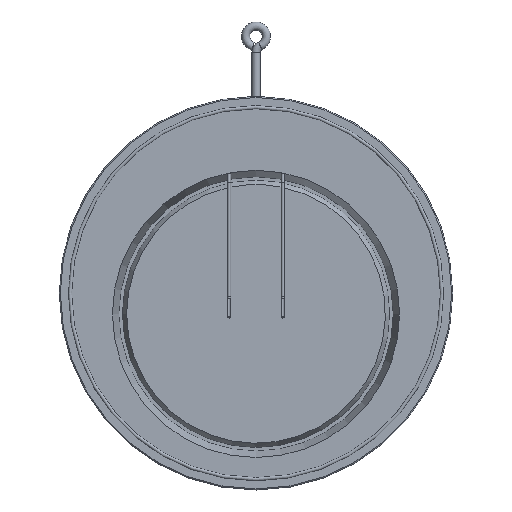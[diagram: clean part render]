
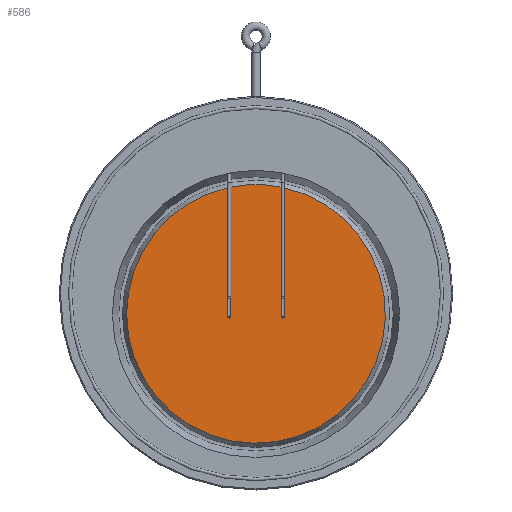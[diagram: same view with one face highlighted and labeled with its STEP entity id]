
A CAD part, top view. The second image highlights one B-rep face of the part: STEP entity #586.
In plain terms, the highlighted planar face has unit normal (0, 0, 1).
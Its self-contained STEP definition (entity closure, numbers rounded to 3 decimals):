
#13 = CARTESIAN_POINT ( 'NONE',  ( -27.833, -22.117, -1.505 ) ) ;
#14 = DIRECTION ( 'NONE',  ( -1., 0., 0. ) ) ;
#16 = DIRECTION ( 'NONE',  ( 0., 0., -1. ) ) ;
#28 = CARTESIAN_POINT ( 'NONE',  ( 0., -19.95, -1.505 ) ) ;
#85 = DIRECTION ( 'NONE',  ( 0., 0., -1. ) ) ;
#88 = DIRECTION ( 'NONE',  ( -1., 0., 0. ) ) ;
#94 = CARTESIAN_POINT ( 'NONE',  ( 0., -19.95, -1.505 ) ) ;
#99 = LINE ( 'NONE', #929, #1198 ) ;
#106 = AXIS2_PLACEMENT_3D ( 'NONE', #676, #673, #677 ) ;
#108 = DIRECTION ( 'NONE',  ( 0., -1., 0. ) ) ;
#112 = LINE ( 'NONE', #764, #557 ) ;
#175 = ORIENTED_EDGE ( 'NONE', *, *, #981, .F. ) ;
#188 = VERTEX_POINT ( 'NONE', #1149 ) ;
#189 = VERTEX_POINT ( 'NONE', #396 ) ;
#205 = EDGE_LOOP ( 'NONE', ( #175, #1070, #1013, #1342, #457, #574, #1292, #560 ) ) ;
#207 = CARTESIAN_POINT ( 'NONE',  ( -24.167, -23.95, -1.505 ) ) ;
#223 = DIRECTION ( 'NONE',  ( 0., 1., 0. ) ) ;
#272 = VERTEX_POINT ( 'NONE', #845 ) ;
#308 = CIRCLE ( 'NONE', #106, 1.833 ) ;
#327 = VECTOR ( 'NONE', #108, 1000. ) ;
#335 = EDGE_CURVE ( 'NONE', #540, #272, #814, .T. ) ;
#347 = FACE_OUTER_BOUND ( 'NONE', #205, .T. ) ;
#396 = CARTESIAN_POINT ( 'NONE',  ( -24.167, -22.117, -1.505 ) ) ;
#436 = EDGE_CURVE ( 'NONE', #188, #487, #308, .T. ) ;
#447 = EDGE_CURVE ( 'NONE', #497, #1085, #481, .T. ) ;
#457 = ORIENTED_EDGE ( 'NONE', *, *, #1362, .F. ) ;
#481 = LINE ( 'NONE', #674, #327 ) ;
#487 = VERTEX_POINT ( 'NONE', #1352 ) ;
#497 = VERTEX_POINT ( 'NONE', #1141 ) ;
#530 = DIRECTION ( 'NONE',  ( 1., 0., 0. ) ) ;
#534 = DIRECTION ( 'NONE',  ( 0., 0., -1. ) ) ;
#540 = VERTEX_POINT ( 'NONE', #1218 ) ;
#541 = CARTESIAN_POINT ( 'NONE',  ( -26., -22.117, -1.505 ) ) ;
#557 = VECTOR ( 'NONE', #223, 1000. ) ;
#560 = ORIENTED_EDGE ( 'NONE', *, *, #335, .F. ) ;
#574 = ORIENTED_EDGE ( 'NONE', *, *, #436, .T. ) ;
#586 = ADVANCED_FACE ( 'NONE', ( #347 ), #726, .T. ) ;
#664 = EDGE_CURVE ( 'NONE', #189, #1085, #792, .T. ) ;
#673 = DIRECTION ( 'NONE',  ( 0., 0., -1. ) ) ;
#674 = CARTESIAN_POINT ( 'NONE',  ( -27.833, -23.95, -1.505 ) ) ;
#676 = CARTESIAN_POINT ( 'NONE',  ( 26., -22.117, -1.505 ) ) ;
#677 = DIRECTION ( 'NONE',  ( 1., 0., 0. ) ) ;
#688 = AXIS2_PLACEMENT_3D ( 'NONE', #541, #534, #530 ) ;
#708 = VERTEX_POINT ( 'NONE', #1226 ) ;
#711 = AXIS2_PLACEMENT_3D ( 'NONE', #94, #85, #88 ) ;
#726 = PLANE ( 'NONE',  #811 ) ;
#732 = DIRECTION ( 'NONE',  ( 1., 0., 0. ) ) ;
#738 = DIRECTION ( 'NONE',  ( 0., 0., 1. ) ) ;
#764 = CARTESIAN_POINT ( 'NONE',  ( 27.833, -23.95, -1.505 ) ) ;
#792 = CIRCLE ( 'NONE', #688, 1.833 ) ;
#811 = AXIS2_PLACEMENT_3D ( 'NONE', #1003, #738, #732 ) ;
#814 = CIRCLE ( 'NONE', #711, 124.959 ) ;
#832 = DIRECTION ( 'NONE',  ( 0., -1., 0. ) ) ;
#845 = CARTESIAN_POINT ( 'NONE',  ( 24.167, 102.649, -1.505 ) ) ;
#890 = EDGE_CURVE ( 'NONE', #708, #497, #957, .T. ) ;
#915 = DIRECTION ( 'NONE',  ( 0., 1., 0. ) ) ;
#929 = CARTESIAN_POINT ( 'NONE',  ( 24.167, -23.95, -1.505 ) ) ;
#957 = CIRCLE ( 'NONE', #1245, 124.959 ) ;
#981 = EDGE_CURVE ( 'NONE', #189, #540, #1084, .T. ) ;
#1003 = CARTESIAN_POINT ( 'NONE',  ( 0., 105.009, -1.505 ) ) ;
#1013 = ORIENTED_EDGE ( 'NONE', *, *, #447, .F. ) ;
#1046 = VECTOR ( 'NONE', #915, 1000. ) ;
#1070 = ORIENTED_EDGE ( 'NONE', *, *, #664, .T. ) ;
#1084 = LINE ( 'NONE', #207, #1046 ) ;
#1085 = VERTEX_POINT ( 'NONE', #13 ) ;
#1141 = CARTESIAN_POINT ( 'NONE',  ( -27.833, 101.869, -1.505 ) ) ;
#1149 = CARTESIAN_POINT ( 'NONE',  ( 27.833, -22.117, -1.505 ) ) ;
#1198 = VECTOR ( 'NONE', #832, 1000. ) ;
#1218 = CARTESIAN_POINT ( 'NONE',  ( -24.167, 102.649, -1.505 ) ) ;
#1226 = CARTESIAN_POINT ( 'NONE',  ( 27.833, 101.869, -1.505 ) ) ;
#1245 = AXIS2_PLACEMENT_3D ( 'NONE', #28, #16, #14 ) ;
#1292 = ORIENTED_EDGE ( 'NONE', *, *, #1297, .F. ) ;
#1297 = EDGE_CURVE ( 'NONE', #272, #487, #99, .T. ) ;
#1342 = ORIENTED_EDGE ( 'NONE', *, *, #890, .F. ) ;
#1352 = CARTESIAN_POINT ( 'NONE',  ( 24.167, -22.117, -1.505 ) ) ;
#1362 = EDGE_CURVE ( 'NONE', #188, #708, #112, .T. ) ;
